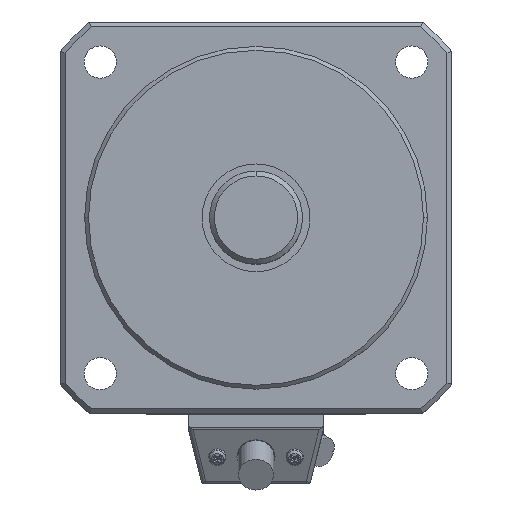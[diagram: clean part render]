
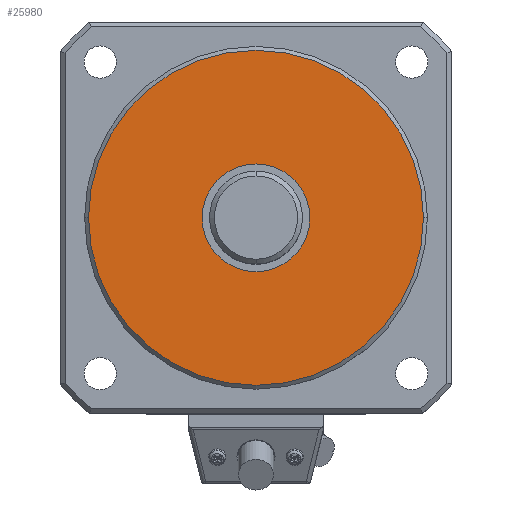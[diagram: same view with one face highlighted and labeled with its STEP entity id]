
A CAD part, top view. The second image highlights one B-rep face of the part: STEP entity #25980.
In plain terms, the highlighted face is planar.
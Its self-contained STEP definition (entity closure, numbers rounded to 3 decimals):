
#25630=CARTESIAN_POINT('',(-37.75,0.,-21.9));
#25640=DIRECTION('',(0.,0.,-1.));
#25650=DIRECTION('',(-1.,0.,0.));
#25660=AXIS2_PLACEMENT_3D('',#25630,#25640,#25650);
#25670=PLANE('',#25660);
#25680=CARTESIAN_POINT('',(0.,0.,-21.9));
#25690=DIRECTION('',(0.,0.,-1.));
#25700=DIRECTION('',(-1.,0.,0.));
#25710=AXIS2_PLACEMENT_3D('',#25680,#25690,#25700);
#25720=CIRCLE('',#25710,11.);
#25730=CARTESIAN_POINT('',(-11.,0.,-21.9));
#25740=VERTEX_POINT('',#25730);
#25750=CARTESIAN_POINT('',(11.,0.,-21.9));
#25760=VERTEX_POINT('',#25750);
#25770=EDGE_CURVE('',#25740,#25760,#25720,.T.);
#25780=ORIENTED_EDGE('',*,*,#25770,.F.);
#25790=EDGE_CURVE('',#25760,#25740,#25720,.T.);
#25800=ORIENTED_EDGE('',*,*,#25790,.F.);
#25810=EDGE_LOOP('',(#25800,#25780));
#25820=FACE_BOUND('',#25810,.T.);
#25830=CARTESIAN_POINT('',(0.,0.,-21.9));
#25840=DIRECTION('',(0.,0.,-1.));
#25850=DIRECTION('',(-1.,0.,0.));
#25860=AXIS2_PLACEMENT_3D('',#25830,#25840,#25850);
#25870=CIRCLE('',#25860,34.2);
#25880=CARTESIAN_POINT('',(-34.2,0.,-21.9));
#25890=VERTEX_POINT('',#25880);
#25900=CARTESIAN_POINT('',(34.2,0.,-21.9));
#25910=VERTEX_POINT('',#25900);
#25920=EDGE_CURVE('',#25890,#25910,#25870,.T.);
#25930=ORIENTED_EDGE('',*,*,#25920,.T.);
#25940=EDGE_CURVE('',#25910,#25890,#25870,.T.);
#25950=ORIENTED_EDGE('',*,*,#25940,.T.);
#25960=EDGE_LOOP('',(#25950,#25930));
#25970=FACE_OUTER_BOUND('',#25960,.T.);
#25980=ADVANCED_FACE('',(#25820,#25970),#25670,.T.);
